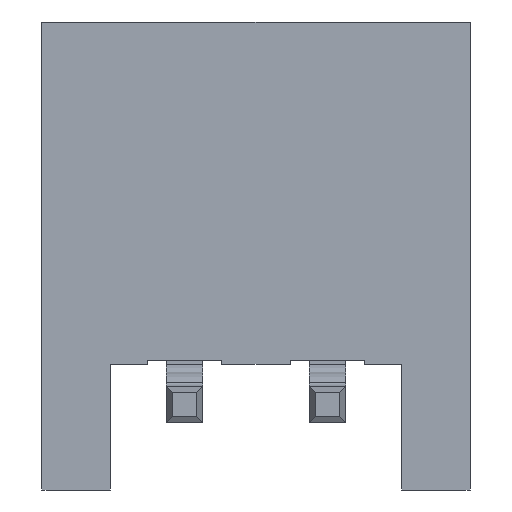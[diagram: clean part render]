
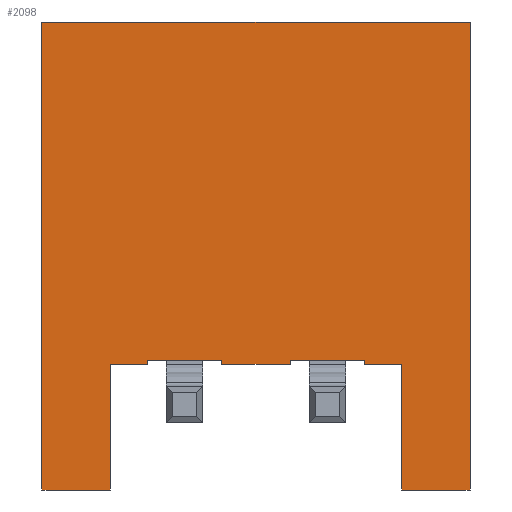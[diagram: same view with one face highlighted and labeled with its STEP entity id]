
A CAD part, front view. The second image highlights one B-rep face of the part: STEP entity #2098.
In plain terms, the highlighted planar face has unit normal (0, -1, 0).
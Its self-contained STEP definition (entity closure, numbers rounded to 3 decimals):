
#4 = ORIENTED_EDGE ( 'NONE', *, *, #1537, .T. ) ;
#13 = LINE ( 'NONE', #2014, #1087 ) ;
#25 = CARTESIAN_POINT ( 'NONE',  ( -0.65, 0., 6.7 ) ) ;
#29 = ORIENTED_EDGE ( 'NONE', *, *, #2414, .T. ) ;
#69 = EDGE_CURVE ( 'NONE', #2381, #1685, #2042, .T. ) ;
#73 = CARTESIAN_POINT ( 'NONE',  ( -5., 0., -1.5 ) ) ;
#91 = DIRECTION ( 'NONE',  ( 0., 0., 1. ) ) ;
#157 = CARTESIAN_POINT ( 'NONE',  ( 2.5, 0., 6.7 ) ) ;
#163 = CARTESIAN_POINT ( 'NONE',  ( -6.3, 0., 0.7 ) ) ;
#169 = EDGE_CURVE ( 'NONE', #2644, #2373, #1273, .T. ) ;
#186 = EDGE_CURVE ( 'NONE', #2644, #1360, #1422, .T. ) ;
#259 = CARTESIAN_POINT ( 'NONE',  ( 1.3, 0., -1.5 ) ) ;
#278 = FACE_OUTER_BOUND ( 'NONE', #781, .T. ) ;
#292 = CARTESIAN_POINT ( 'NONE',  ( 5., 0., -1.5 ) ) ;
#344 = ORIENTED_EDGE ( 'NONE', *, *, #69, .T. ) ;
#383 = EDGE_CURVE ( 'NONE', #2381, #1300, #919, .T. ) ;
#385 = CARTESIAN_POINT ( 'NONE',  ( 1.3, 0., 0.7 ) ) ;
#389 = LINE ( 'NONE', #163, #1571 ) ;
#442 = DIRECTION ( 'NONE',  ( 0., 0., 1. ) ) ;
#454 = CARTESIAN_POINT ( 'NONE',  ( -1.85, 0., 0.7 ) ) ;
#462 = ORIENTED_EDGE ( 'NONE', *, *, #186, .F. ) ;
#499 = VERTEX_POINT ( 'NONE', #545 ) ;
#505 = VERTEX_POINT ( 'NONE', #993 ) ;
#545 = CARTESIAN_POINT ( 'NONE',  ( 0.65, 0., 0.7 ) ) ;
#555 = DIRECTION ( 'NONE',  ( 0., 0., -1. ) ) ;
#581 = CARTESIAN_POINT ( 'NONE',  ( 2.5, 0., 6.7 ) ) ;
#644 = VERTEX_POINT ( 'NONE', #1574 ) ;
#649 = ORIENTED_EDGE ( 'NONE', *, *, #2481, .T. ) ;
#659 = VERTEX_POINT ( 'NONE', #2446 ) ;
#676 = AXIS2_PLACEMENT_3D ( 'NONE', #1148, #1555, #1135 ) ;
#699 = DIRECTION ( 'NONE',  ( 1., 0., 0. ) ) ;
#722 = LINE ( 'NONE', #1572, #749 ) ;
#749 = VECTOR ( 'NONE', #2650, 1000. ) ;
#761 = DIRECTION ( 'NONE',  ( 1., 0., 0. ) ) ;
#781 = EDGE_LOOP ( 'NONE', ( #822, #1118, #1787, #344, #29, #4, #2280, #649, #2786, #2754, #2542, #1190, #2074, #1878, #2349, #462 ) ) ;
#782 = EDGE_CURVE ( 'NONE', #1238, #644, #389, .T. ) ;
#794 = LINE ( 'NONE', #2501, #1903 ) ;
#805 = DIRECTION ( 'NONE',  ( 1., 0., 0. ) ) ;
#811 = VECTOR ( 'NONE', #2018, 1000. ) ;
#822 = ORIENTED_EDGE ( 'NONE', *, *, #169, .T. ) ;
#874 = CARTESIAN_POINT ( 'NONE',  ( 2.5, 0., 0.775 ) ) ;
#901 = LINE ( 'NONE', #874, #2810 ) ;
#919 = LINE ( 'NONE', #292, #811 ) ;
#925 = VERTEX_POINT ( 'NONE', #2612 ) ;
#957 = CARTESIAN_POINT ( 'NONE',  ( 2.5, 0., -1.5 ) ) ;
#989 = LINE ( 'NONE', #1613, #2588 ) ;
#993 = CARTESIAN_POINT ( 'NONE',  ( -0.65, 0., 0.775 ) ) ;
#1010 = VERTEX_POINT ( 'NONE', #1305 ) ;
#1044 = CARTESIAN_POINT ( 'NONE',  ( -3.15, 0., 6.7 ) ) ;
#1076 = VERTEX_POINT ( 'NONE', #385 ) ;
#1087 = VECTOR ( 'NONE', #1509, 1000. ) ;
#1118 = ORIENTED_EDGE ( 'NONE', *, *, #2608, .T. ) ;
#1135 = DIRECTION ( 'NONE',  ( 0., 0., 1. ) ) ;
#1148 = CARTESIAN_POINT ( 'NONE',  ( 2.5, 0., 6.7 ) ) ;
#1190 = ORIENTED_EDGE ( 'NONE', *, *, #2499, .T. ) ;
#1238 = VERTEX_POINT ( 'NONE', #454 ) ;
#1266 = CARTESIAN_POINT ( 'NONE',  ( -3.15, 0., 0.775 ) ) ;
#1270 = LINE ( 'NONE', #1044, #2309 ) ;
#1273 = LINE ( 'NONE', #157, #2215 ) ;
#1300 = VERTEX_POINT ( 'NONE', #73 ) ;
#1305 = CARTESIAN_POINT ( 'NONE',  ( 0.65, 0., 0.775 ) ) ;
#1315 = VECTOR ( 'NONE', #2313, 1000. ) ;
#1360 = VERTEX_POINT ( 'NONE', #957 ) ;
#1422 = LINE ( 'NONE', #581, #1801 ) ;
#1427 = LINE ( 'NONE', #2296, #2404 ) ;
#1444 = CARTESIAN_POINT ( 'NONE',  ( 0.65, 0., 6.7 ) ) ;
#1445 = VECTOR ( 'NONE', #442, 1000. ) ;
#1509 = DIRECTION ( 'NONE',  ( 0., 0., -1. ) ) ;
#1537 = EDGE_CURVE ( 'NONE', #925, #2003, #1270, .T. ) ;
#1555 = DIRECTION ( 'NONE',  ( 0., 1., 0. ) ) ;
#1571 = VECTOR ( 'NONE', #1709, 1000. ) ;
#1572 = CARTESIAN_POINT ( 'NONE',  ( 2.5, 0., -1.5 ) ) ;
#1574 = CARTESIAN_POINT ( 'NONE',  ( -0.65, 0., 0.7 ) ) ;
#1613 = CARTESIAN_POINT ( 'NONE',  ( -6.3, 0., 0.7 ) ) ;
#1656 = DIRECTION ( 'NONE',  ( 1., 0., 0. ) ) ;
#1685 = VERTEX_POINT ( 'NONE', #2233 ) ;
#1702 = DIRECTION ( 'NONE',  ( -1., 0., 0. ) ) ;
#1709 = DIRECTION ( 'NONE',  ( 1., 0., 0. ) ) ;
#1717 = EDGE_CURVE ( 'NONE', #1360, #2519, #722, .T. ) ;
#1722 = DIRECTION ( 'NONE',  ( 0., 0., -1. ) ) ;
#1736 = CARTESIAN_POINT ( 'NONE',  ( 2.5, 0., 6.7 ) ) ;
#1787 = ORIENTED_EDGE ( 'NONE', *, *, #383, .F. ) ;
#1794 = PLANE ( 'NONE',  #676 ) ;
#1801 = VECTOR ( 'NONE', #2734, 1000. ) ;
#1878 = ORIENTED_EDGE ( 'NONE', *, *, #2244, .T. ) ;
#1895 = LINE ( 'NONE', #2770, #2580 ) ;
#1903 = VECTOR ( 'NONE', #1656, 1000. ) ;
#1937 = LINE ( 'NONE', #1444, #1315 ) ;
#1939 = EDGE_CURVE ( 'NONE', #2003, #659, #794, .T. ) ;
#2003 = VERTEX_POINT ( 'NONE', #1266 ) ;
#2014 = CARTESIAN_POINT ( 'NONE',  ( -5., 0., 6.7 ) ) ;
#2018 = DIRECTION ( 'NONE',  ( -1., 0., 0. ) ) ;
#2042 = LINE ( 'NONE', #2265, #2807 ) ;
#2074 = ORIENTED_EDGE ( 'NONE', *, *, #2302, .T. ) ;
#2098 = ADVANCED_FACE ( 'NONE', ( #278 ), #1794, .F. ) ;
#2144 = CARTESIAN_POINT ( 'NONE',  ( -3.8, 0., -1.5 ) ) ;
#2215 = VECTOR ( 'NONE', #1702, 1000. ) ;
#2233 = CARTESIAN_POINT ( 'NONE',  ( -3.8, 0., 0.7 ) ) ;
#2244 = EDGE_CURVE ( 'NONE', #1076, #2519, #1427, .T. ) ;
#2264 = VECTOR ( 'NONE', #1722, 1000. ) ;
#2265 = CARTESIAN_POINT ( 'NONE',  ( -3.8, 0., 0.7 ) ) ;
#2280 = ORIENTED_EDGE ( 'NONE', *, *, #1939, .T. ) ;
#2296 = CARTESIAN_POINT ( 'NONE',  ( 1.3, 0., 0.7 ) ) ;
#2302 = EDGE_CURVE ( 'NONE', #499, #1076, #989, .T. ) ;
#2309 = VECTOR ( 'NONE', #2603, 1000. ) ;
#2313 = DIRECTION ( 'NONE',  ( 0., 0., -1. ) ) ;
#2349 = ORIENTED_EDGE ( 'NONE', *, *, #1717, .F. ) ;
#2373 = VERTEX_POINT ( 'NONE', #2782 ) ;
#2380 = LINE ( 'NONE', #25, #1445 ) ;
#2381 = VERTEX_POINT ( 'NONE', #2144 ) ;
#2404 = VECTOR ( 'NONE', #555, 1000. ) ;
#2414 = EDGE_CURVE ( 'NONE', #1685, #925, #1895, .T. ) ;
#2446 = CARTESIAN_POINT ( 'NONE',  ( -1.85, 0., 0.775 ) ) ;
#2481 = EDGE_CURVE ( 'NONE', #659, #1238, #2594, .T. ) ;
#2499 = EDGE_CURVE ( 'NONE', #1010, #499, #1937, .T. ) ;
#2501 = CARTESIAN_POINT ( 'NONE',  ( 5., 0., 0.775 ) ) ;
#2516 = EDGE_CURVE ( 'NONE', #644, #505, #2380, .T. ) ;
#2519 = VERTEX_POINT ( 'NONE', #259 ) ;
#2542 = ORIENTED_EDGE ( 'NONE', *, *, #2591, .T. ) ;
#2580 = VECTOR ( 'NONE', #805, 1000. ) ;
#2583 = CARTESIAN_POINT ( 'NONE',  ( -1.85, 0., 6.7 ) ) ;
#2588 = VECTOR ( 'NONE', #761, 1000. ) ;
#2591 = EDGE_CURVE ( 'NONE', #505, #1010, #901, .T. ) ;
#2594 = LINE ( 'NONE', #2583, #2264 ) ;
#2603 = DIRECTION ( 'NONE',  ( 0., 0., 1. ) ) ;
#2608 = EDGE_CURVE ( 'NONE', #2373, #1300, #13, .T. ) ;
#2612 = CARTESIAN_POINT ( 'NONE',  ( -3.15, 0., 0.7 ) ) ;
#2644 = VERTEX_POINT ( 'NONE', #1736 ) ;
#2650 = DIRECTION ( 'NONE',  ( -1., 0., 0. ) ) ;
#2734 = DIRECTION ( 'NONE',  ( 0., 0., -1. ) ) ;
#2754 = ORIENTED_EDGE ( 'NONE', *, *, #2516, .T. ) ;
#2770 = CARTESIAN_POINT ( 'NONE',  ( -3.8, 0., 0.7 ) ) ;
#2782 = CARTESIAN_POINT ( 'NONE',  ( -5., 0., 6.7 ) ) ;
#2786 = ORIENTED_EDGE ( 'NONE', *, *, #782, .T. ) ;
#2807 = VECTOR ( 'NONE', #91, 1000. ) ;
#2810 = VECTOR ( 'NONE', #699, 1000. ) ;
